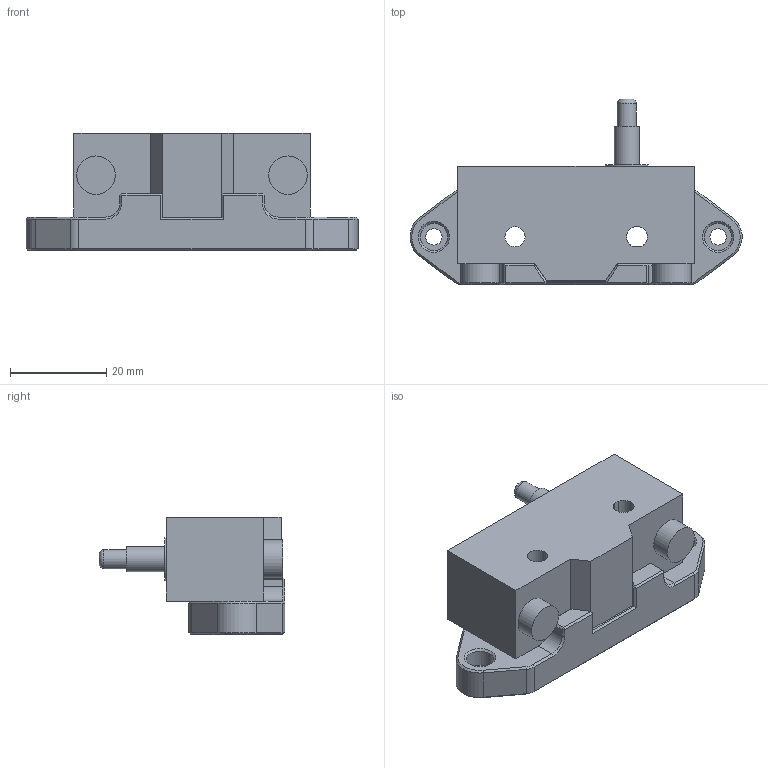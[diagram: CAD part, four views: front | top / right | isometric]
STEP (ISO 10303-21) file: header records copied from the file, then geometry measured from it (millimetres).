
FILE_DESCRIPTION(/* description */ (''),/* implementation_level */ '2;1');
FILE_NAME(/* name */ 'Z-15GS-B Mount v14.step',/* time_stamp */ '2022-07-13T21:21:20-04:00',/* author */ (''),/* organization */ (''),/* preprocessor_version */ 'ST-DEVELOPER v19',/* originating_system */ 'Autodesk Translation Framework v11.7.0.108',/* authorisation */ '');
FILE_SCHEMA (('AUTOMOTIVE_DESIGN { 1 0 10303 214 3 1 1 }'));
Length unit declared in the file: millimetre
Products named in the file (5): Z-15GS-B Mount; Z_15GS_B; Z_15GS_B_BASE; Z_15GS_B_ACTUATOR; Z-15GS-B Mount_1
Assembly tree (4 placements, depth 3):
  Z-15GS-B Mount
    Z_15GS_B
      Z_15GS_B_BASE
      Z_15GS_B_ACTUATOR
    Z-15GS-B Mount_1
Bounding box: 69.16 x 38.7 x 24.45 mm (x, y, z)
Volume: 26778.8 mm3; surface area: 9585.1 mm2
Topology: 3 solids, 3 shells, 158 faces, 363 edges, 218 vertices
Faces by surface type: plane 113, cylinder 23, cone 21, bspline 1
Full cylindrical faces by diameter (mm): 3.4 x2, 4 x2, 4.2 x1, 4.4 x2, 5.2 x1, 5.7 x2, 8 x2, 9 x1
Entity records: 4535 total; most frequent: CARTESIAN_POINT 776, DIRECTION 769, ORIENTED_EDGE 726, EDGE_CURVE 363, LINE 287, VECTOR 287, AXIS2_PLACEMENT_3D 241, VERTEX_POINT 218
